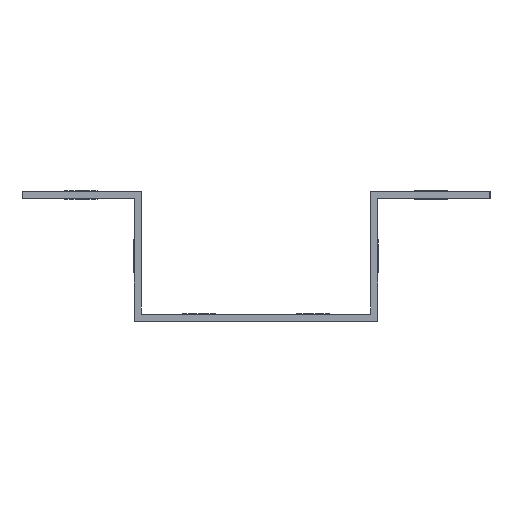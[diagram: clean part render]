
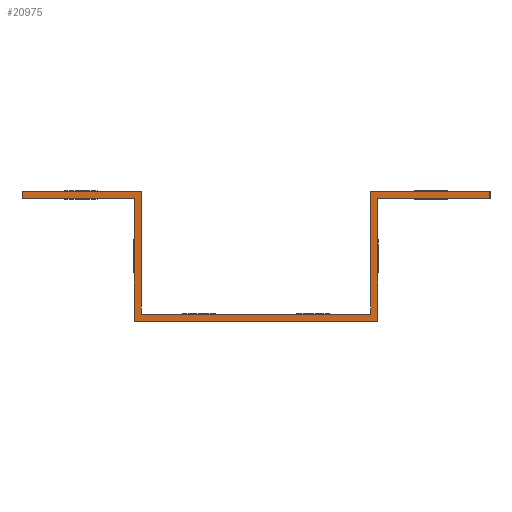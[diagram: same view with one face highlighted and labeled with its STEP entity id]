
A CAD part, left-side view. The second image highlights one B-rep face of the part: STEP entity #20975.
In plain terms, the highlighted planar face has unit normal (-1, 0, 0).
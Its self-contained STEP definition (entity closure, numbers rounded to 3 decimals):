
#1829=FACE_OUTER_BOUND('',#2743,.T.);
#2743=EDGE_LOOP('',(#19125,#19126,#19127,#19128,#19129,#19130,#19131,#19132,
#19133,#19134,#19135,#19136));
#6346=LINE('',#40864,#8182);
#6349=LINE('',#40871,#8185);
#6353=LINE('',#40878,#8189);
#6357=LINE('',#40885,#8193);
#6361=LINE('',#40894,#8197);
#6362=LINE('',#40898,#8198);
#6366=LINE('',#40905,#8202);
#6369=LINE('',#40911,#8205);
#6371=LINE('',#40915,#8207);
#6376=LINE('',#40924,#8212);
#6378=LINE('',#40927,#8214);
#6380=LINE('',#40930,#8216);
#8182=VECTOR('',#32697,1.);
#8185=VECTOR('',#32702,1.);
#8189=VECTOR('',#32708,1.);
#8193=VECTOR('',#32714,1.);
#8197=VECTOR('',#32720,1.);
#8198=VECTOR('',#32723,1.);
#8202=VECTOR('',#32729,1.);
#8205=VECTOR('',#32734,1.);
#8207=VECTOR('',#32738,1.);
#8212=VECTOR('',#32745,1.);
#8214=VECTOR('',#32749,1.);
#8216=VECTOR('',#32753,1.);
#11817=VERTEX_POINT('',#40860);
#11819=VERTEX_POINT('',#40863);
#11821=VERTEX_POINT('',#40869);
#11822=VERTEX_POINT('',#40870);
#11826=VERTEX_POINT('',#40882);
#11828=VERTEX_POINT('',#40888);
#11830=VERTEX_POINT('',#40892);
#11831=VERTEX_POINT('',#40896);
#11832=VERTEX_POINT('',#40897);
#11836=VERTEX_POINT('',#40909);
#11837=VERTEX_POINT('',#40914);
#11840=VERTEX_POINT('',#40922);
#15442=EDGE_CURVE('',#11819,#11817,#6346,.T.);
#15445=EDGE_CURVE('',#11821,#11822,#6349,.T.);
#15449=EDGE_CURVE('',#11822,#11819,#6353,.T.);
#15453=EDGE_CURVE('',#11821,#11826,#6357,.T.);
#15457=EDGE_CURVE('',#11830,#11828,#6361,.T.);
#15458=EDGE_CURVE('',#11831,#11832,#6362,.T.);
#15462=EDGE_CURVE('',#11831,#11830,#6366,.T.);
#15465=EDGE_CURVE('',#11836,#11832,#6369,.T.);
#15467=EDGE_CURVE('',#11828,#11837,#6371,.T.);
#15472=EDGE_CURVE('',#11840,#11817,#6376,.T.);
#15474=EDGE_CURVE('',#11840,#11837,#6378,.T.);
#15476=EDGE_CURVE('',#11826,#11836,#6380,.T.);
#19125=ORIENTED_EDGE('',*,*,#15476,.F.);
#19126=ORIENTED_EDGE('',*,*,#15453,.F.);
#19127=ORIENTED_EDGE('',*,*,#15445,.T.);
#19128=ORIENTED_EDGE('',*,*,#15449,.T.);
#19129=ORIENTED_EDGE('',*,*,#15442,.T.);
#19130=ORIENTED_EDGE('',*,*,#15472,.F.);
#19131=ORIENTED_EDGE('',*,*,#15474,.T.);
#19132=ORIENTED_EDGE('',*,*,#15467,.F.);
#19133=ORIENTED_EDGE('',*,*,#15457,.F.);
#19134=ORIENTED_EDGE('',*,*,#15462,.F.);
#19135=ORIENTED_EDGE('',*,*,#15458,.T.);
#19136=ORIENTED_EDGE('',*,*,#15465,.F.);
#20061=PLANE('',#25490);
#20975=ADVANCED_FACE('',(#1829),#20061,.F.);
#25490=AXIS2_PLACEMENT_3D('',#40931,#32754,#32755);
#32697=DIRECTION('',(0.,-1.,0.));
#32702=DIRECTION('',(0.,1.,0.));
#32708=DIRECTION('',(0.,0.,-1.));
#32714=DIRECTION('',(0.,0.,-1.));
#32720=DIRECTION('',(0.,1.,0.));
#32723=DIRECTION('',(0.,1.,0.));
#32729=DIRECTION('',(0.,0.,-1.));
#32734=DIRECTION('',(0.,0.,1.));
#32738=DIRECTION('',(0.,0.,-1.));
#32745=DIRECTION('',(0.,0.,1.));
#32749=DIRECTION('',(0.,-1.,0.));
#32753=DIRECTION('',(0.,-1.,0.));
#32754=DIRECTION('center_axis',(1.,0.,0.));
#32755=DIRECTION('ref_axis',(0.,0.,-1.));
#40860=CARTESIAN_POINT('',(36.683,141.581,25.658));
#40863=CARTESIAN_POINT('',(36.683,165.231,25.658));
#40864=CARTESIAN_POINT('',(36.683,140.231,25.658));
#40869=CARTESIAN_POINT('',(36.683,140.081,27.158));
#40870=CARTESIAN_POINT('',(36.683,165.231,27.158));
#40871=CARTESIAN_POINT('',(36.683,140.231,27.158));
#40878=CARTESIAN_POINT('',(36.683,165.231,27.158));
#40882=CARTESIAN_POINT('',(36.683,140.081,1.358));
#40885=CARTESIAN_POINT('',(36.683,140.081,27.158));
#40888=CARTESIAN_POINT('',(36.683,90.281,25.658));
#40892=CARTESIAN_POINT('',(36.683,66.631,25.658));
#40894=CARTESIAN_POINT('',(36.683,66.631,25.658));
#40896=CARTESIAN_POINT('',(36.683,66.631,27.158));
#40897=CARTESIAN_POINT('',(36.683,91.781,27.158));
#40898=CARTESIAN_POINT('',(36.683,91.631,27.158));
#40905=CARTESIAN_POINT('',(36.683,66.631,27.158));
#40909=CARTESIAN_POINT('',(36.683,91.781,1.358));
#40911=CARTESIAN_POINT('',(36.683,91.781,0.008));
#40914=CARTESIAN_POINT('',(36.683,90.281,-0.142));
#40915=CARTESIAN_POINT('',(36.683,90.281,27.008));
#40922=CARTESIAN_POINT('',(36.683,141.581,-0.142));
#40924=CARTESIAN_POINT('',(36.683,141.581,-0.142));
#40927=CARTESIAN_POINT('',(36.683,91.781,-0.142));
#40930=CARTESIAN_POINT('',(36.683,141.431,1.358));
#40931=CARTESIAN_POINT('Origin',(36.683,102.931,0.683));
